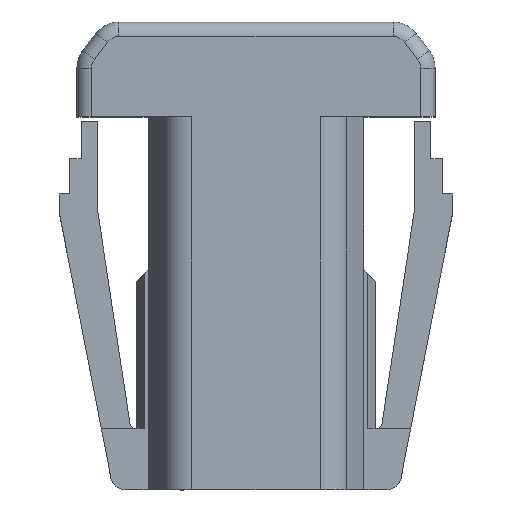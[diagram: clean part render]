
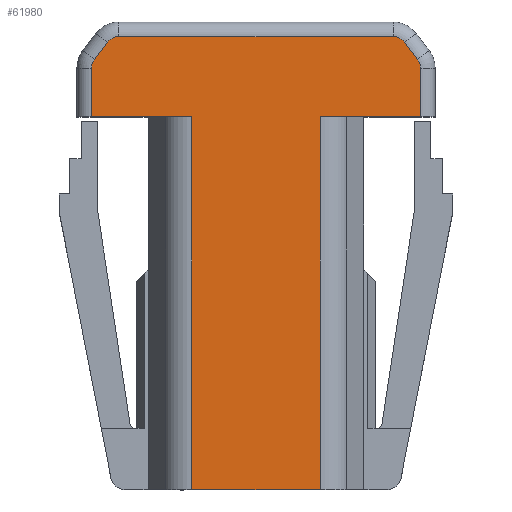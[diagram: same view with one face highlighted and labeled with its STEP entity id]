
A CAD part, top view. The second image highlights one B-rep face of the part: STEP entity #61980.
In plain terms, the highlighted planar face has unit normal (0, 0, 1).
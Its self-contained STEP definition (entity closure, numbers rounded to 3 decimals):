
#11390=CARTESIAN_POINT('',(-31.663,-6.882,63.875));
#11400=VERTEX_POINT('',#11390);
#11430=CARTESIAN_POINT('',(-31.663,0.618,63.875));
#11440=DIRECTION('',(0.,-1.,0.));
#11450=VECTOR('',#11440,1.);
#11460=LINE('',#11430,#11450);
#11470=CARTESIAN_POINT('',(-31.663,5.918,63.875));
#11480=VERTEX_POINT('',#11470);
#11490=EDGE_CURVE('',#11480,#11400,#11460,.T.);
#22490=CARTESIAN_POINT('',(-28.223,7.581,63.875));
#22500=VERTEX_POINT('',#22490);
#22530=CARTESIAN_POINT('',(-28.723,7.581,63.875));
#22540=DIRECTION('',(0.,0.,-1.));
#22550=DIRECTION('',(0.,1.,0.));
#22560=AXIS2_PLACEMENT_3D('',#22530,#22540,#22550);
#22570=CIRCLE('',#22560,0.5);
#22580=CARTESIAN_POINT('',(-28.325,7.883,63.875));
#22590=VERTEX_POINT('',#22580);
#22600=EDGE_CURVE('',#22590,#22500,#22570,.T.);
#32300=CARTESIAN_POINT('',(-28.771,8.47,63.875));
#32310=VERTEX_POINT('',#32300);
#32360=CARTESIAN_POINT('',(-29.169,8.168,63.875));
#32370=DIRECTION('',(0.,0.,-1.));
#32380=DIRECTION('',(0.,1.,0.));
#32390=AXIS2_PLACEMENT_3D('',#32360,#32370,#32380);
#32400=CIRCLE('',#32390,0.5);
#32410=CARTESIAN_POINT('',(-29.169,8.668,63.875));
#32420=VERTEX_POINT('',#32410);
#32430=EDGE_CURVE('',#32420,#32310,#32400,.T.);
#33920=CARTESIAN_POINT('',(-39.421,7.883,63.875));
#33930=VERTEX_POINT('',#33920);
#34090=CARTESIAN_POINT('',(-38.975,8.47,63.875));
#34100=VERTEX_POINT('',#34090);
#34130=CARTESIAN_POINT('',(-45.45,-0.05,63.875)
);
#34140=DIRECTION('',(0.605,0.796,
0.));
#34150=VECTOR('',#34140,1.);
#34160=LINE('',#34130,#34150);
#34170=EDGE_CURVE('',#33930,#34100,#34160,.T.);
#35670=CARTESIAN_POINT('',(-22.295,-0.05,63.875)
);
#35680=DIRECTION('',(-0.605,0.796,
0.));
#35690=VECTOR('',#35680,1.);
#35700=LINE('',#35670,#35690);
#35710=EDGE_CURVE('',#22590,#32310,#35700,.T.);
#38630=CARTESIAN_POINT('',(-36.083,-6.882,63.875));
#38640=VERTEX_POINT('',#38630);
#38670=CARTESIAN_POINT('',(1.1,-6.882,63.875));
#38680=DIRECTION('',(-1.,0.,0.));
#38690=VECTOR('',#38680,1.);
#38700=LINE('',#38670,#38690);
#38710=EDGE_CURVE('',#11400,#38640,#38700,.T.);
#45290=CARTESIAN_POINT('',(-39.523,5.918,63.875));
#45300=VERTEX_POINT('',#45290);
#45390=CARTESIAN_POINT('',(-39.523,7.581,63.875));
#45400=VERTEX_POINT('',#45390);
#45430=CARTESIAN_POINT('',(-39.523,-0.05,63.875)
);
#45440=DIRECTION('',(0.,1.,0.));
#45450=VECTOR('',#45440,1.);
#45460=LINE('',#45430,#45450);
#45470=EDGE_CURVE('',#45300,#45400,#45460,.T.);
#48170=CARTESIAN_POINT('',(-39.023,7.581,63.875));
#48180=DIRECTION('',(0.,0.,1.));
#48190=DIRECTION('',(0.,-1.,0.));
#48200=AXIS2_PLACEMENT_3D('',#48170,#48180,#48190);
#48210=CIRCLE('',#48200,0.5);
#48220=EDGE_CURVE('',#33930,#45400,#48210,.T.);
#49400=CARTESIAN_POINT('',(-38.577,8.668,63.875));
#49410=VERTEX_POINT('',#49400);
#49440=CARTESIAN_POINT('',(-38.577,8.168,63.875));
#49450=DIRECTION('',(0.,0.,-1.));
#49460=DIRECTION('',(0.,1.,0.));
#49470=AXIS2_PLACEMENT_3D('',#49440,#49450,#49460);
#49480=CIRCLE('',#49470,0.5);
#49490=EDGE_CURVE('',#34100,#49410,#49480,.T.);
#54070=CARTESIAN_POINT('',(-32.223,5.918,63.875));
#54080=DIRECTION('',(1.,0.,0.));
#54090=VECTOR('',#54080,1.);
#54100=LINE('',#54070,#54090);
#54110=CARTESIAN_POINT('',(-36.083,5.918,63.875));
#54120=VERTEX_POINT('',#54110);
#54130=EDGE_CURVE('',#45300,#54120,#54100,.T.);
#54870=CARTESIAN_POINT('',(-32.223,5.918,63.875));
#54880=DIRECTION('',(1.,0.,0.));
#54890=VECTOR('',#54880,1.);
#54900=LINE('',#54870,#54890);
#54910=CARTESIAN_POINT('',(-28.223,5.918,63.875));
#54920=VERTEX_POINT('',#54910);
#54930=EDGE_CURVE('',#11480,#54920,#54900,.T.);
#57780=CARTESIAN_POINT('',(-28.223,-0.05,63.875))
;
#57790=DIRECTION('',(0.,-1.,0.));
#57800=VECTOR('',#57790,1.);
#57810=LINE('',#57780,#57800);
#57820=EDGE_CURVE('',#22500,#54920,#57810,.T.);
#59960=CARTESIAN_POINT('',(-36.083,0.618,63.875));
#59970=DIRECTION('',(0.,-1.,0.));
#59980=VECTOR('',#59970,1.);
#59990=LINE('',#59960,#59980);
#60000=EDGE_CURVE('',#54120,#38640,#59990,.T.);
#61490=CARTESIAN_POINT('',(-31.673,8.668,63.875));
#61500=DIRECTION('',(-1.,0.,0.));
#61510=VECTOR('',#61500,1.);
#61520=LINE('',#61490,#61510);
#61530=EDGE_CURVE('',#32420,#49410,#61520,.T.);
#61770=CARTESIAN_POINT('',(-36.505,0.088,63.875))
;
#61780=DIRECTION('',(0.,0.,-1.));
#61790=DIRECTION('',(1.,0.,0.));
#61800=AXIS2_PLACEMENT_3D('',#61770,#61780,#61790);
#61810=PLANE('',#61800);
#61820=ORIENTED_EDGE('',*,*,#32430,.F.);
#61830=ORIENTED_EDGE('',*,*,#35710,.T.);
#61840=ORIENTED_EDGE('',*,*,#22600,.F.);
#61850=ORIENTED_EDGE('',*,*,#57820,.F.);
#61860=ORIENTED_EDGE('',*,*,#54930,.T.);
#61870=ORIENTED_EDGE('',*,*,#11490,.F.);
#61880=ORIENTED_EDGE('',*,*,#38710,.F.);
#61890=ORIENTED_EDGE('',*,*,#60000,.T.);
#61900=ORIENTED_EDGE('',*,*,#54130,.T.);
#61910=ORIENTED_EDGE('',*,*,#45470,.F.);
#61920=ORIENTED_EDGE('',*,*,#48220,.T.);
#61930=ORIENTED_EDGE('',*,*,#34170,.F.);
#61940=ORIENTED_EDGE('',*,*,#49490,.F.);
#61950=ORIENTED_EDGE('',*,*,#61530,.T.);
#61960=EDGE_LOOP('',(#61950,#61940,#61930,#61920,#61910,#61900,#61890,
#61880,#61870,#61860,#61850,#61840,#61830,#61820));
#61970=FACE_OUTER_BOUND('',#61960,.T.);
#61980=ADVANCED_FACE('',(#61970),#61810,.F.);
